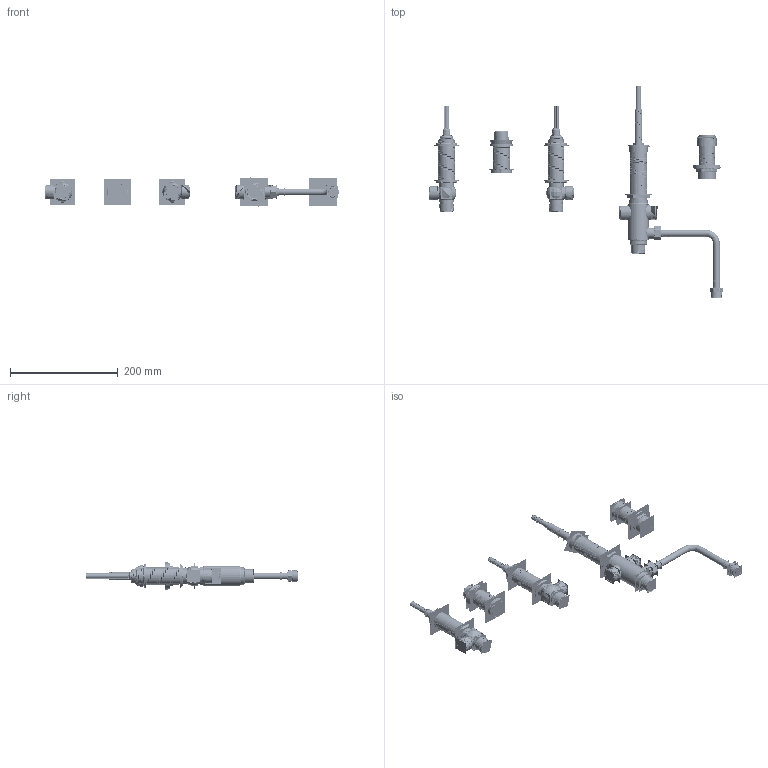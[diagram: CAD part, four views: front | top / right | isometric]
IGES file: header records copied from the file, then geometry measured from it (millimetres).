
Start section:  PTC IGES file: 1-548_asm.igs
Global section: file name: 1-548_asm.igs; native system: Creo Parametric by PTC Inc.; preprocessor: 2018400; author: rsmith; organization: Unknown; date: 20210419.132308; units: inch
Bounding box: 544.42 x 393.8 x 56.04 mm (x, y, z)
Surface area: 10139086.6 mm2 (no closed solid volume)
Topology: 0 solids, 0 shells, 8610 faces, 108152 edges, 127709 vertices
Faces by surface type: revolution 4938, bspline 3194, extrusion 478
